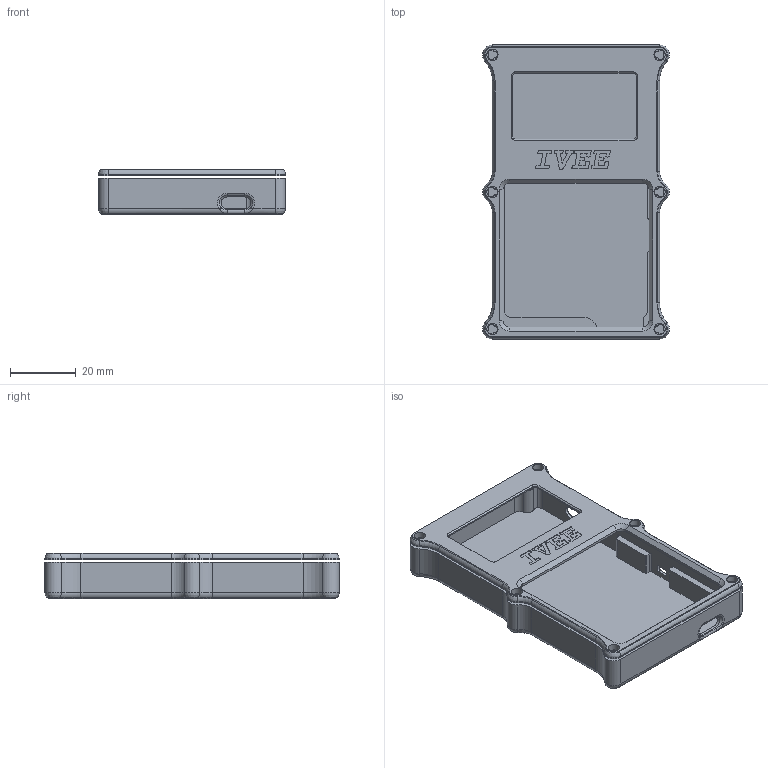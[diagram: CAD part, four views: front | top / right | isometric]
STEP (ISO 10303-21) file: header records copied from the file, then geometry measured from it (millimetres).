
FILE_DESCRIPTION(('FreeCAD Model'),'2;1');
FILE_NAME('Open CASCADE Shape Model','2025-11-01T18:39:06',(''),(''), 'Open CASCADE STEP processor 7.8','FreeCAD','Unknown');
FILE_SCHEMA(('AUTOMOTIVE_DESIGN { 1 0 10303 214 1 1 1 1 }'));
Length unit declared in the file: millimetre
Products named in the file (3): Unnamed; Bottom; Top
Assembly tree (2 placements, depth 2):
  Unnamed
    Bottom
    Top
Bounding box: 56.69 x 89.2 x 13.8 mm (x, y, z)
Volume: 14627.5 mm3; surface area: 20260.1 mm2
Topology: 2 solids, 2 shells, 465 faces, 1223 edges, 772 vertices
Faces by surface type: cylinder 173, plane 141, bspline 73, cone 44, torus 22, revolution 12
Full cylindrical faces by diameter (mm): 3.4 x6
Entity records: 14820 total; most frequent: CARTESIAN_POINT 3398, ORIENTED_EDGE 2446, DIRECTION 2293, EDGE_CURVE 1223, AXIS2_PLACEMENT_3D 827, VERTEX_POINT 772, LINE 627, VECTOR 627
